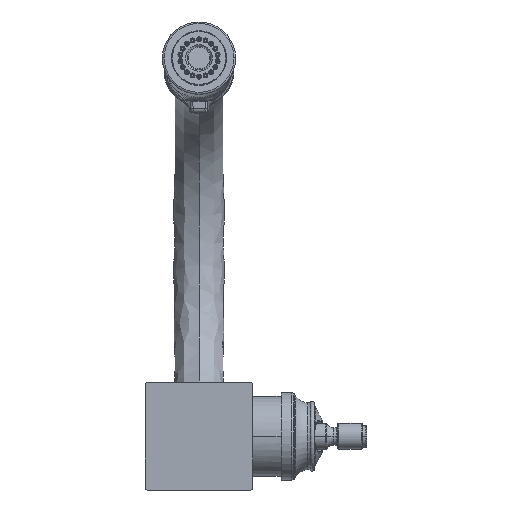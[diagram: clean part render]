
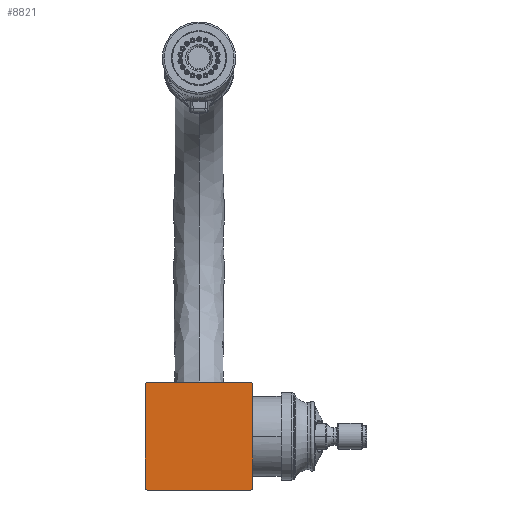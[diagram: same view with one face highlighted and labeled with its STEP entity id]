
A CAD part, front view. The second image highlights one B-rep face of the part: STEP entity #8821.
In plain terms, the highlighted planar face has unit normal (0, -1, 0).
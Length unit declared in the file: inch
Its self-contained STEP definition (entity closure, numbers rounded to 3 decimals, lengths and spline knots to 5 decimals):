
#2798=CARTESIAN_POINT('',(-1.17,0.,1.17));
#2799=DIRECTION('',(0.,-1.,0.));
#2800=DIRECTION('',(0.,0.,1.));
#2801=AXIS2_PLACEMENT_3D('',#2798,#2799,#2800);
#2803=DIRECTION('',(1.,0.,0.));
#2804=VECTOR('',#2803,2.34);
#2805=CARTESIAN_POINT('',(-1.17,0.,1.21));
#2806=LINE('',#2805,#2804);
#2807=CARTESIAN_POINT('',(1.17,0.,1.17));
#2808=DIRECTION('',(0.,-1.,0.));
#2809=DIRECTION('',(1.,0.,0.));
#2810=AXIS2_PLACEMENT_3D('',#2807,#2808,#2809);
#2812=DIRECTION('',(0.,0.,-1.));
#2813=VECTOR('',#2812,2.34);
#2814=CARTESIAN_POINT('',(1.21,0.,1.17));
#2815=LINE('',#2814,#2813);
#2816=CARTESIAN_POINT('',(1.17,0.,-1.17));
#2817=DIRECTION('',(0.,-1.,0.));
#2818=DIRECTION('',(0.,0.,-1.));
#2819=AXIS2_PLACEMENT_3D('',#2816,#2817,#2818);
#2821=DIRECTION('',(-1.,0.,0.));
#2822=VECTOR('',#2821,2.34);
#2823=CARTESIAN_POINT('',(1.17,0.,-1.21));
#2824=LINE('',#2823,#2822);
#2825=CARTESIAN_POINT('',(-1.17,0.,-1.17));
#2826=DIRECTION('',(0.,-1.,0.));
#2827=DIRECTION('',(-1.,0.,0.));
#2828=AXIS2_PLACEMENT_3D('',#2825,#2826,#2827);
#2830=DIRECTION('',(0.,0.,1.));
#2831=VECTOR('',#2830,2.34);
#2832=CARTESIAN_POINT('',(-1.21,0.,-1.17));
#2833=LINE('',#2832,#2831);
#3786=CARTESIAN_POINT('',(-1.17,0.,1.21));
#3787=CARTESIAN_POINT('',(-1.21,0.,1.17));
#3788=VERTEX_POINT('',#3786);
#3789=VERTEX_POINT('',#3787);
#3790=CARTESIAN_POINT('',(1.21,0.,1.17));
#3791=CARTESIAN_POINT('',(1.17,0.,1.21));
#3792=VERTEX_POINT('',#3790);
#3793=VERTEX_POINT('',#3791);
#3794=CARTESIAN_POINT('',(1.17,0.,-1.21));
#3795=CARTESIAN_POINT('',(1.21,0.,-1.17));
#3796=VERTEX_POINT('',#3794);
#3797=VERTEX_POINT('',#3795);
#3798=CARTESIAN_POINT('',(-1.21,0.,-1.17));
#3799=CARTESIAN_POINT('',(-1.17,0.,-1.21));
#3800=VERTEX_POINT('',#3798);
#3801=VERTEX_POINT('',#3799);
#8800=CARTESIAN_POINT('',(0.,0.,0.));
#8801=DIRECTION('',(0.,1.,0.));
#8802=DIRECTION('',(0.,0.,-1.));
#8803=AXIS2_PLACEMENT_3D('',#8800,#8801,#8802);
#8804=PLANE('',#8803);
#8805=ORIENTED_EDGE('',*,*,#8781,.F.);
#8807=ORIENTED_EDGE('',*,*,#8806,.T.);
#8809=ORIENTED_EDGE('',*,*,#8808,.F.);
#8811=ORIENTED_EDGE('',*,*,#8810,.T.);
#8813=ORIENTED_EDGE('',*,*,#8812,.F.);
#8815=ORIENTED_EDGE('',*,*,#8814,.T.);
#8817=ORIENTED_EDGE('',*,*,#8816,.F.);
#8818=ORIENTED_EDGE('',*,*,#8793,.T.);
#8819=EDGE_LOOP('',(#8805,#8807,#8809,#8811,#8813,#8815,#8817,#8818));
#8820=FACE_OUTER_BOUND('',#8819,.F.);
#8821=ADVANCED_FACE('',(#8820),#8804,.F.);
#2802=CIRCLE('',#2801,0.04);
#2811=CIRCLE('',#2810,0.04);
#2820=CIRCLE('',#2819,0.04);
#2829=CIRCLE('',#2828,0.04);
#8781=EDGE_CURVE('',#3788,#3789,#2802,.T.);
#8793=EDGE_CURVE('',#3800,#3789,#2833,.T.);
#8806=EDGE_CURVE('',#3788,#3793,#2806,.T.);
#8808=EDGE_CURVE('',#3792,#3793,#2811,.T.);
#8810=EDGE_CURVE('',#3792,#3797,#2815,.T.);
#8812=EDGE_CURVE('',#3796,#3797,#2820,.T.);
#8814=EDGE_CURVE('',#3796,#3801,#2824,.T.);
#8816=EDGE_CURVE('',#3800,#3801,#2829,.T.);
